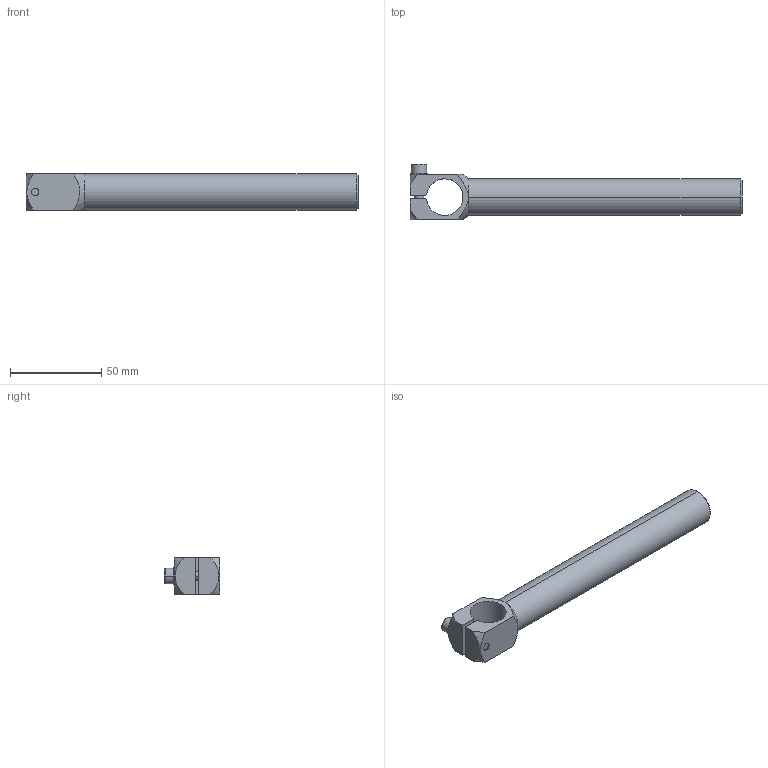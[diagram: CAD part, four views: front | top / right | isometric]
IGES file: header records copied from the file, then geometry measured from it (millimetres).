
Global section: file name: No Iges File Name specified; native system: AutoDesk Inventor R11.0; preprocessor: AutoDesk Inventor Iges Exporter R11.0; author: No Author specified; organization: No Organization specified; date: 20080116.164337; units: millimetre
Bounding box: 182 x 30.6 x 20 mm (x, y, z)
Volume: 26825.4 mm3; surface area: 22251.4 mm2
Topology: 3 solids, 3 shells, 58 faces, 139 edges, 87 vertices
Faces by surface type: plane 21, cylinder 10, cone 10, bspline 10, revolution 7
